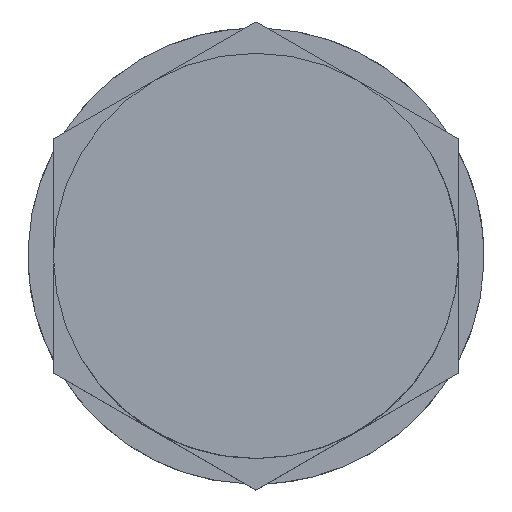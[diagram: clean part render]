
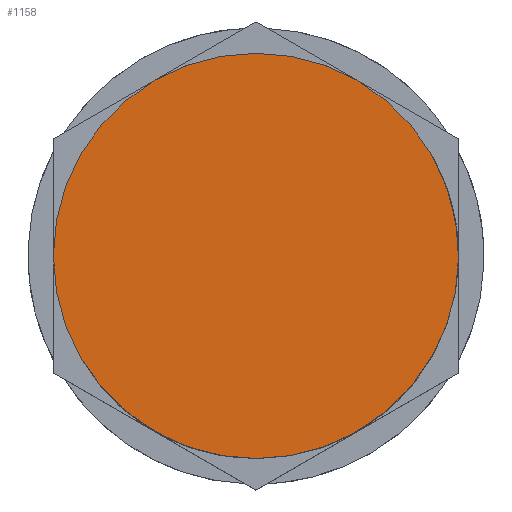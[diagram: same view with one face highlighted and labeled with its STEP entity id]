
A CAD part, top view. The second image highlights one B-rep face of the part: STEP entity #1158.
In plain terms, the highlighted planar face has unit normal (0, 0, 1).
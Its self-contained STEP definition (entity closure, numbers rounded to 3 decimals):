
#1097=AXIS2_PLACEMENT_3D('Circle Axis2P3D',#1095,#1096,$) ;
#1152=AXIS2_PLACEMENT_3D('Plane Axis2P3D',#1149,#1150,#1151) ;
#1092=CARTESIAN_POINT('Vertex',(7.134,18.,27.5)) ;
#1095=CARTESIAN_POINT('Axis2P3D Location',(30.95,31.75,27.5)) ;
#1099=CARTESIAN_POINT('Vertex',(54.766,45.5,27.5)) ;
#1123=CARTESIAN_POINT('Control Point',(7.134,18.,27.5)) ;
#1124=CARTESIAN_POINT('Control Point',(9.294,14.259,27.5)) ;
#1125=CARTESIAN_POINT('Control Point',(12.189,10.942,27.5)) ;
#1126=CARTESIAN_POINT('Control Point',(15.707,8.242,27.5)) ;
#1127=CARTESIAN_POINT('Control Point',(23.613,4.368,27.5)) ;
#1128=CARTESIAN_POINT('Control Point',(32.397,3.77,27.5)) ;
#1129=CARTESIAN_POINT('Control Point',(36.794,4.349,27.5)) ;
#1130=CARTESIAN_POINT('Control Point',(45.124,7.2,27.5)) ;
#1131=CARTESIAN_POINT('Control Point',(51.758,12.989,27.5)) ;
#1132=CARTESIAN_POINT('Control Point',(54.458,16.507,27.5)) ;
#1133=CARTESIAN_POINT('Control Point',(58.332,24.413,27.5)) ;
#1134=CARTESIAN_POINT('Control Point',(58.93,33.197,27.5)) ;
#1135=CARTESIAN_POINT('Control Point',(58.351,37.594,27.5)) ;
#1136=CARTESIAN_POINT('Control Point',(56.926,41.759,27.5)) ;
#1137=CARTESIAN_POINT('Control Point',(54.766,45.5,27.5)) ;
#1149=CARTESIAN_POINT('Axis2P3D Location',(30.95,31.75,27.5)) ;
#1096=DIRECTION('Axis2P3D Direction',(0.,0.,1.)) ;
#1150=DIRECTION('Axis2P3D Direction',(0.,0.,1.)) ;
#1151=DIRECTION('Axis2P3D XDirection',(0.866,0.5,0.)) ;
#1155=ORIENTED_EDGE('',*,*,#1101,.T.) ;
#1156=ORIENTED_EDGE('',*,*,#1138,.T.) ;
#1158=ADVANCED_FACE('VP_M50_EX_SI_7J_VSSC\\Volumenk\X2\00F6\X0\rper1',(#1157),#1153,.T.) ;
#1122=B_SPLINE_CURVE_WITH_KNOTS('',5,(#1123,#1124,#1125,#1126,#1127,#1128,#1129,#1130,#1131,#1132,#1133,#1134,#1135,#1136,#1137),.UNSPECIFIED.,.F.,.U.,(6,3,3,3,6),(-43.197,-21.598,0.,21.598,43.197),.UNSPECIFIED.) ;
#1098=CIRCLE('generated circle',#1097,27.5) ;
#1101=EDGE_CURVE('',#1100,#1093,#1098,.T.) ;
#1138=EDGE_CURVE('',#1093,#1100,#1122,.T.) ;
#1154=EDGE_LOOP('',(#1155,#1156)) ;
#1157=FACE_OUTER_BOUND('',#1154,.T.) ;
#1153=PLANE('',#1152) ;
#1093=VERTEX_POINT('',#1092) ;
#1100=VERTEX_POINT('',#1099) ;
